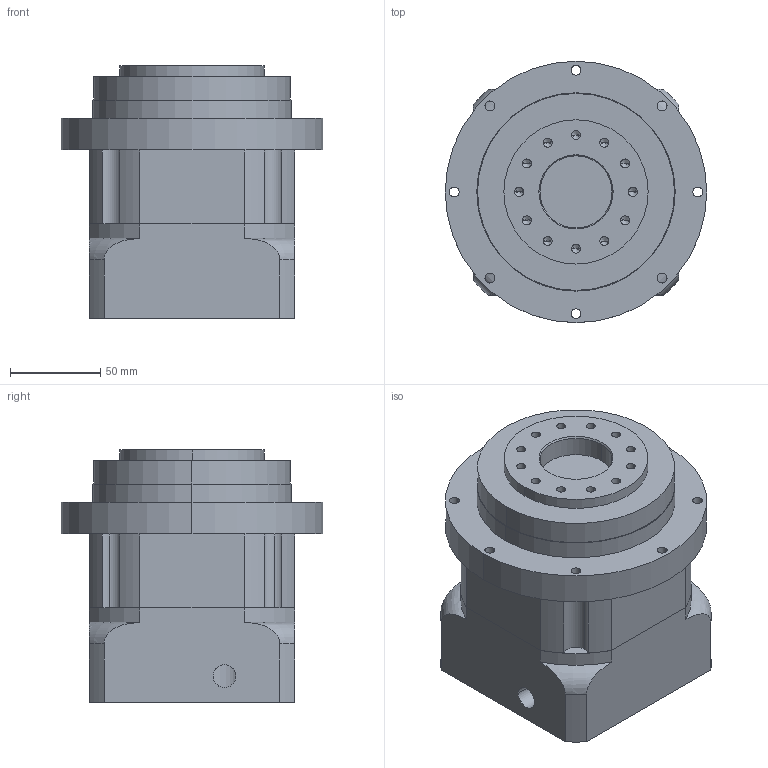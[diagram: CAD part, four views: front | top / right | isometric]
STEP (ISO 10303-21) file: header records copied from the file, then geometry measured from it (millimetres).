
FILE_DESCRIPTION (( 'STEP AP214' ), '1' );
FILE_NAME ('DF120-L1-XX-19-70-90-M6_2019.STEP', '2019-03-14T03:29:42', ( 'Y' ), ( 'NCU' ), 'SwSTEP 2.0', 'SolidWorks 2016', '' );
FILE_SCHEMA (( 'AUTOMOTIVE_DESIGN' ));
Length unit declared in the file: millimetre
Products named in the file (1): DF120-L1-XX-19-70-90-M6_2019
Bounding box: 145 x 145 x 140 mm (x, y, z)
Volume: 1545467.8 mm3; surface area: 180818.1 mm2
Topology: 3 solids, 3 shells, 302 faces, 718 edges, 446 vertices
Faces by surface type: cylinder 142, plane 106, cone 50, torus 4
Entity records: 10092 total; most frequent: CARTESIAN_POINT 1823, DIRECTION 1578, ORIENTED_EDGE 1372, EDGE_CURVE 686, AXIS2_PLACEMENT_3D 601, VERTEX_POINT 446, EDGE_LOOP 378, VECTOR 376
